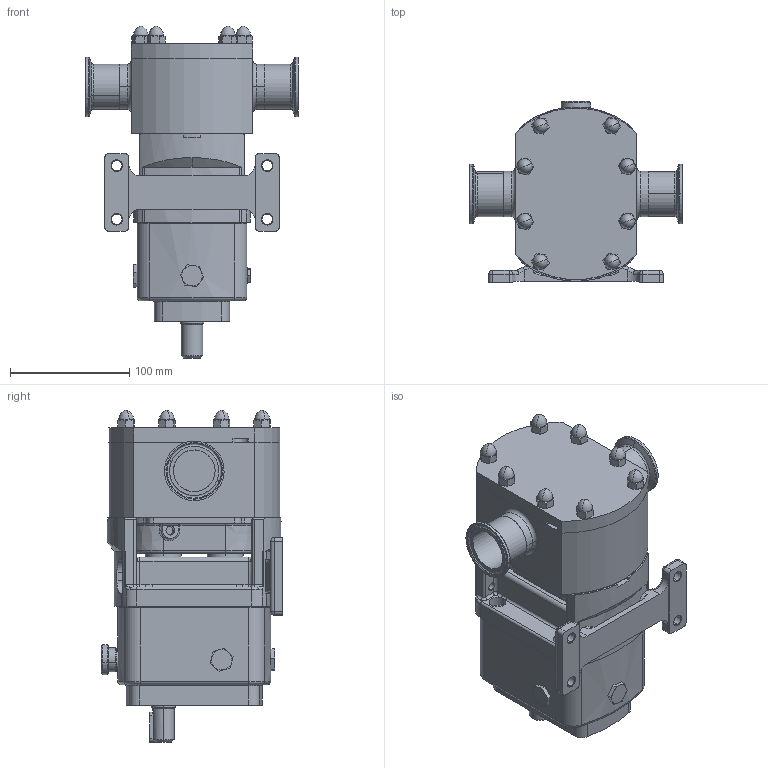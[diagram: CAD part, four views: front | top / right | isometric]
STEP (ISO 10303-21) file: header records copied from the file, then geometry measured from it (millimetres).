
FILE_DESCRIPTION (( 'STEP AP214' ), '1' );
FILE_NAME ('GA3244.STEP', '2024-11-06T22:24:12', ( '' ), ( '' ), 'SwSTEP 2.0', 'SolidWorks 2023', '' );
FILE_SCHEMA (( 'AUTOMOTIVE_DESIGN' ));
Length unit declared in the file: millimetre
Products named in the file (3): GA3244; Copy (2) of CP10-0011-05 H T^GA3244; Copy of Z94-5121-22 - 1.5 INCH^GA3244
Assembly tree (3 placements, depth 2):
  GA3244
    Copy (2) of CP10-0011-05 H T^GA3244
    Copy of Z94-5121-22 - 1.5 INCH^GA3244  x2
Bounding box: 178 x 151.81 x 278.35 mm (x, y, z)
Volume: 2611207.4 mm3; surface area: 196796.1 mm2
Topology: 3 solids, 3 shells, 762 faces, 1866 edges, 1110 vertices
Faces by surface type: plane 252, cylinder 218, cone 163, torus 95, bspline 22, sphere 12
Entity records: 24083 total; most frequent: CARTESIAN_POINT 6847, DIRECTION 3684, ORIENTED_EDGE 3590, EDGE_CURVE 1795, AXIS2_PLACEMENT_3D 1498, VERTEX_POINT 1086, EDGE_LOOP 795, CIRCLE 773
